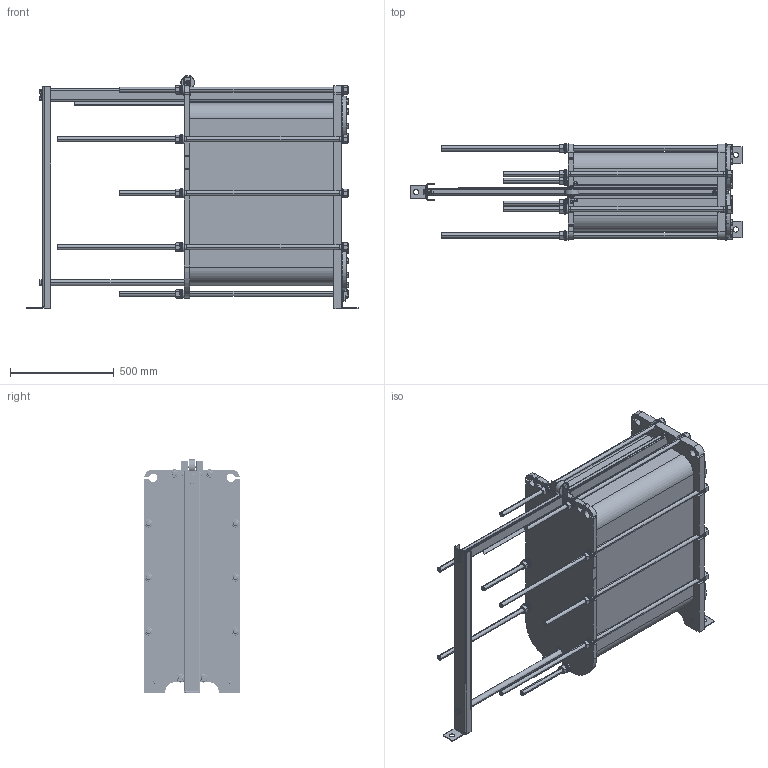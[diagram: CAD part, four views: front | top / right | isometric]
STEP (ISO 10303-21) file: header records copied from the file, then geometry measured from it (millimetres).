
FILE_DESCRIPTION(('TFLEX Exchange Step'),'2;1');
FILE_NAME('21_22_10_1700_179-232.stp', '2025-05-27T14:07:46+03:00',('RUCO2512'),('Unknown organisation'),'TFLEX Exchange 2024.4','T-FLEX CAD','Unknown authorisation');
FILE_SCHEMA( ('AP203_CONFIGURATION_CONTROLLED_3D_DESIGN_OF_MECHANICAL_PARTS_AND_ASSEMBLIES_MIM_LF') );
Length unit declared in the file: millimetre
Products named in the file (73): 3D Узел_1; 3D Узел_3; 0; РДАМ.745522.026; Шайба 16 ГОСТ 10463:22; ДФВЛ.754316.002; ДФВЛ.754316.001; Шайба 10 ГОСТ 10463:16; Шайба 24 ГОСТ 10463:22; Шайба 12 ГОСТ 10463:18; РДАМ.712241.004; РДАМ.758271.020-09; РДАМ.301611.017-09; РДАМ.758271.020-07; РДАМ.301611.017-07; РДАМ.713141.004; ДФВЛ.745441.008; РДАМ.715121.025-11; РДАМ.746112.142-13; РДАМ.741124.100; ДФВЛ.301343.012-03; РДАМ.745522.022; РДАМ.745522.023; РДАМ.741314.279; -179-232; ДФВЛ.741314.048; 3D фрагмент_49:2; Тело_45 - Копия_1:2; 3D фрагмент_18:2; 3D фрагмент_16:2; 3D фрагмент_14:2; Шайба 10 ГОСТ 10463:2; Шайба A.10 ГОСТ 11371:2; Шайба 12 ГОСТ 10463:2; Шайба A.12 ГОСТ 11371:2; Болт М12x80 ГОСТ 7798:2; Болт М16x45 ГОСТ 7798:2; Фланец ТР_21:2; 3D фрагмент_19:2; ДФВЛ.065145.019 - НН№21_22_ О_С-10
Assembly tree (587 placements, depth 3):
  ДФВЛ.065145.019 - НН№21_22_ О_С-10
    0
      3D Узел_1
      3D Узел_3
    (unnamed)  x3
    РДАМ.745522.026  x2
    (unnamed)
      Шайба 16 ГОСТ 10463:22  x22
    (unnamed)  x4
    (unnamed)
    (unnamed)
      Шайба 16 ГОСТ 10463:22  x22
    ДФВЛ.754316.002
    (unnamed)  x4
    (unnamed)  x3
    (unnamed)
    ДФВЛ.754316.001
    (unnamed)
      Шайба 10 ГОСТ 10463:16  x16
    (unnamed)
    (unnamed)
    (unnamed)
      Шайба 24 ГОСТ 10463:22  x22
    (unnamed)
    (unnamed)
    (unnamed)
    (unnamed)
      Шайба 12 ГОСТ 10463:18  x18
    (unnamed)  x2
    (unnamed)
    (unnamed)
      Шайба 16 ГОСТ 10463:22  x22
    (unnamed)
      Шайба 16 ГОСТ 10463:22  x22
    (unnamed)
    (unnamed)
      Шайба 12 ГОСТ 10463:18  x18
    (unnamed)
    (unnamed)
    (unnamed)
    РДАМ.712241.004  x4
    РДАМ.301611.017-09
      (unnamed)
      РДАМ.758271.020-09
    РДАМ.301611.017-07
      (unnamed)
      РДАМ.758271.020-07
    РДАМ.713141.004
    ДФВЛ.745441.008
    РДАМ.715121.025-11
    ДФВЛ.301343.012-03
      РДАМ.746112.142-13
      РДАМ.741124.100  x2
    РДАМ.745522.022
    РДАМ.745522.023
    РДАМ.741314.279
    -179-232
    ДФВЛ.741314.048
    3D фрагмент_49:2  x3
    Тело_45 - Копия_1:2  x8
Bounding box: 1600 x 464 x 1123 mm (x, y, z)
Volume: 242464203.9 mm3; surface area: 8327781.9 mm2
Topology: 612 solids, 612 shells, 4980 faces, 10880 edges, 7000 vertices
Faces by surface type: plane 2859, cylinder 1513, cone 508, torus 100
Full cylindrical faces by diameter (mm): 4 x4, 4.8 x4, 8.376 x4, 10 x3, 10.106 x4, 11.5 x5, 12 x5, 13 x3, 13.835 x36, 16 x36, 17 x1, 18 x34, 20.752 x10, 25 x23, 29 x20, 43 x20, 68 x1, 105 x4, 106 x4, 161 x4
Entity records: 46740 total; most frequent: CARTESIAN_POINT 10477, DIRECTION 7858, ORIENTED_EDGE 6212, EDGE_CURVE 3106, AXIS2_PLACEMENT_3D 3051, VERTEX_POINT 1994, VECTOR 1756, LINE 1756
